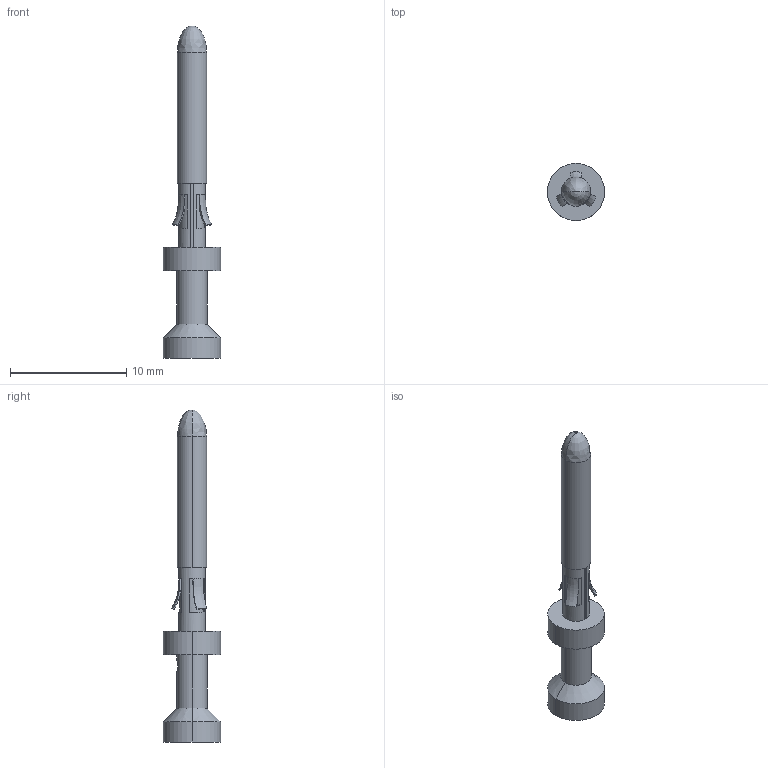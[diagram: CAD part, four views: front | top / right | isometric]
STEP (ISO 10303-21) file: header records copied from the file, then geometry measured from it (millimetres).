
FILE_DESCRIPTION((''),'2;1');
FILE_NAME('CESM-XXXN','2017-04-15T',('tl.yang'),(''),'PRO/ENGINEER BY PARAMETRIC TECHNOLOGY CORPORATION, 2011500','PRO/ENGINEER BY PARAMETRIC TECHNOLOGY CORPORATION, 2011500','');
FILE_SCHEMA(('CONFIG_CONTROL_DESIGN'));
Length unit declared in the file: millimetre
Products named in the file (1): CESM-XXXN
Bounding box: 4.9 x 4.9 x 28.5 mm (x, y, z)
Volume: 175.6 mm3; surface area: 353.7 mm2
Topology: 1 solids, 1 shells, 61 faces, 149 edges, 94 vertices
Faces by surface type: plane 24, cylinder 17, bspline 12, cone 6, revolution 2
Entity records: 2766 total; most frequent: CARTESIAN_POINT 1362, ORIENTED_EDGE 292, DIRECTION 260, EDGE_CURVE 146, AXIS2_PLACEMENT_3D 98, VERTEX_POINT 94, EDGE_LOOP 70, VECTOR 62
